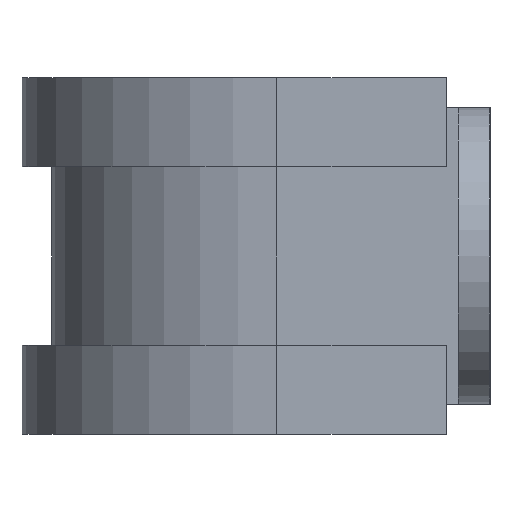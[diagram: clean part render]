
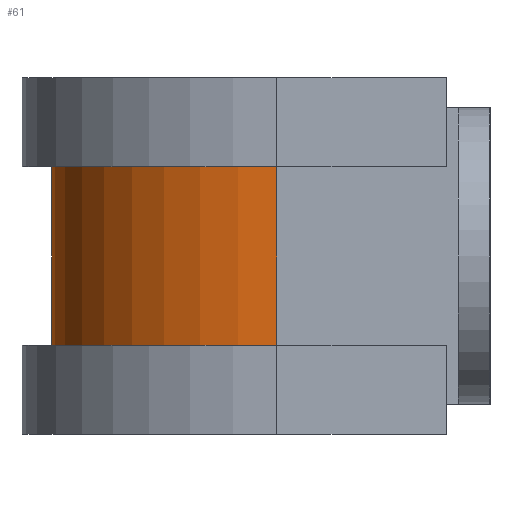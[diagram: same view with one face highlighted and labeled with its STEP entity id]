
A CAD part, left-side view. The second image highlights one B-rep face of the part: STEP entity #61.
In plain terms, the highlighted cylindrical face has radius 11.35 mm (diameter 22.7 mm), a partial arc.
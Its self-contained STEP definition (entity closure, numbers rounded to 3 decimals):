
#20 = DIRECTION ( 'NONE',  ( 0., 0., -1. ) ) ;
#22 = DIRECTION ( 'NONE',  ( 0., 0., -1. ) ) ;
#61 = ADVANCED_FACE ( 'NONE', ( #942 ), #920, .T. ) ;
#125 = AXIS2_PLACEMENT_3D ( 'NONE', #384, #839, #1290 ) ;
#134 = LINE ( 'NONE', #1278, #411 ) ;
#147 = VERTEX_POINT ( 'NONE', #611 ) ;
#196 = EDGE_CURVE ( 'NONE', #959, #855, #516, .T. ) ;
#207 = VERTEX_POINT ( 'NONE', #838 ) ;
#266 = LINE ( 'NONE', #1097, #1198 ) ;
#384 = CARTESIAN_POINT ( 'NONE',  ( 0., 10.75, -4.5 ) ) ;
#411 = VECTOR ( 'NONE', #22, 1000. ) ;
#473 = CARTESIAN_POINT ( 'NONE',  ( 0., 10.75, 7.5 ) ) ;
#516 = CIRCLE ( 'NONE', #1343, 11.35 ) ;
#611 = CARTESIAN_POINT ( 'NONE',  ( 11.35, 10.75, -4.5 ) ) ;
#618 = DIRECTION ( 'NONE',  ( 0., 0., 1. ) ) ;
#645 = CARTESIAN_POINT ( 'NONE',  ( -11.35, 10.75, 4.5 ) ) ;
#753 = DIRECTION ( 'NONE',  ( 1., 0., 0. ) ) ;
#838 = CARTESIAN_POINT ( 'NONE',  ( -11.35, 10.75, -4.5 ) ) ;
#839 = DIRECTION ( 'NONE',  ( 0., 0., 1. ) ) ;
#848 = AXIS2_PLACEMENT_3D ( 'NONE', #473, #20, #1370 ) ;
#855 = VERTEX_POINT ( 'NONE', #645 ) ;
#863 = EDGE_CURVE ( 'NONE', #959, #147, #266, .T. ) ;
#920 = CYLINDRICAL_SURFACE ( 'NONE', #848, 11.35 ) ;
#942 = FACE_OUTER_BOUND ( 'NONE', #1411, .T. ) ;
#959 = VERTEX_POINT ( 'NONE', #1348 ) ;
#1007 = EDGE_CURVE ( 'NONE', #855, #207, #134, .T. ) ;
#1050 = CIRCLE ( 'NONE', #125, 11.35 ) ;
#1051 = ORIENTED_EDGE ( 'NONE', *, *, #1291, .T. ) ;
#1097 = CARTESIAN_POINT ( 'NONE',  ( 11.35, 10.75, 7.5 ) ) ;
#1180 = CARTESIAN_POINT ( 'NONE',  ( 0., 10.75, 4.5 ) ) ;
#1198 = VECTOR ( 'NONE', #1422, 1000. ) ;
#1278 = CARTESIAN_POINT ( 'NONE',  ( -11.35, 10.75, 7.5 ) ) ;
#1290 = DIRECTION ( 'NONE',  ( 1., 0., 0. ) ) ;
#1291 = EDGE_CURVE ( 'NONE', #147, #207, #1050, .T. ) ;
#1292 = ORIENTED_EDGE ( 'NONE', *, *, #863, .T. ) ;
#1314 = ORIENTED_EDGE ( 'NONE', *, *, #1007, .F. ) ;
#1343 = AXIS2_PLACEMENT_3D ( 'NONE', #1180, #618, #753 ) ;
#1348 = CARTESIAN_POINT ( 'NONE',  ( 11.35, 10.75, 4.5 ) ) ;
#1370 = DIRECTION ( 'NONE',  ( -1., 0., 0. ) ) ;
#1408 = ORIENTED_EDGE ( 'NONE', *, *, #196, .F. ) ;
#1411 = EDGE_LOOP ( 'NONE', ( #1408, #1292, #1051, #1314 ) ) ;
#1422 = DIRECTION ( 'NONE',  ( 0., 0., -1. ) ) ;
